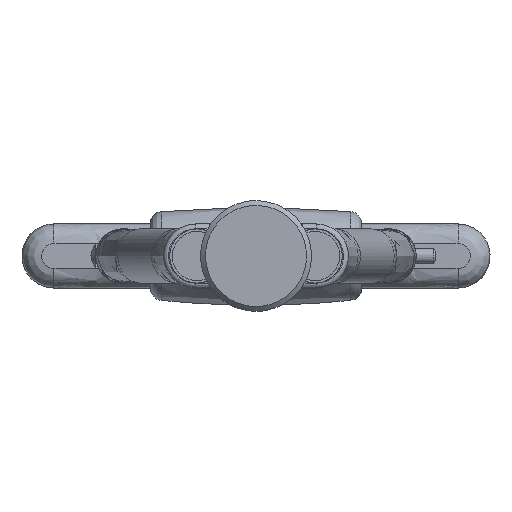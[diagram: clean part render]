
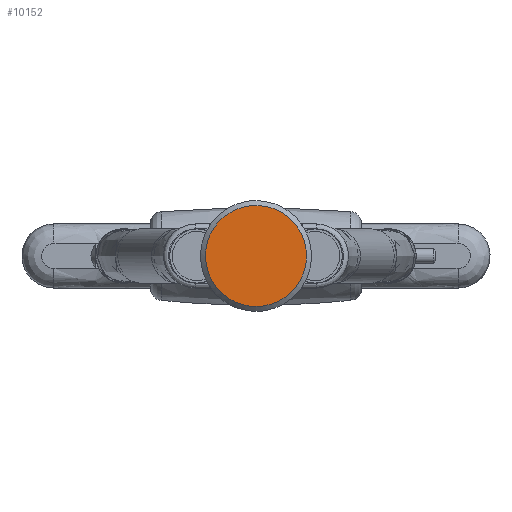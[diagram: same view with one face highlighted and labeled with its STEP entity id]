
A CAD part, front view. The second image highlights one B-rep face of the part: STEP entity #10152.
In plain terms, the highlighted free-form (B-spline) face has degree [1, 1] with [2, 2] control points.
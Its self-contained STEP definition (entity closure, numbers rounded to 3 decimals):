
#10152 = ADVANCED_FACE('',(#10153),#10167,.F.);
#10153 = FACE_BOUND('',#10154,.T.);
#10154 = EDGE_LOOP('',(#10155));
#10155 = ORIENTED_EDGE('',*,*,#10156,.F.);
#10156 = EDGE_CURVE('',#10157,#10157,#10159,.T.);
#10157 = VERTEX_POINT('',#10158);
#10158 = CARTESIAN_POINT('',(14.867,-937.408,
    -6.065));
#10159 = ( BOUNDED_CURVE() B_SPLINE_CURVE(2,(#10160,#10161,#10162,#10163
    ,#10164,#10165,#10166),.UNSPECIFIED.,.T.,.F.) 
B_SPLINE_CURVE_WITH_KNOTS((3,2,2,3),(3.142,5.236,
7.33,9.425),.PIECEWISE_BEZIER_KNOTS.) CURVE() 
GEOMETRIC_REPRESENTATION_ITEM() RATIONAL_B_SPLINE_CURVE((1.,0.5,1.,0.5,
1.,0.5,1.)) REPRESENTATION_ITEM('') );
#10160 = CARTESIAN_POINT('',(14.867,-937.408,
    -6.065));
#10161 = CARTESIAN_POINT('',(-30.208,-937.408,
    -6.065));
#10162 = CARTESIAN_POINT('',(-7.671,-937.408,
    32.971));
#10163 = CARTESIAN_POINT('',(14.867,-937.408,
    72.006));
#10164 = CARTESIAN_POINT('',(37.404,-937.408,
    32.971));
#10165 = CARTESIAN_POINT('',(59.942,-937.408,
    -6.065));
#10166 = CARTESIAN_POINT('',(14.867,-937.408,
    -6.065));
#10167 = B_SPLINE_SURFACE_WITH_KNOTS('',1,1,(
    (#10168,#10169)
    ,(#10170,#10171
  )),.UNSPECIFIED.,.F.,.F.,.F.,(2,2),(2,2),(-20.5,20.5),(2.,43.),
  .PIECEWISE_BEZIER_KNOTS.);
#10168 = CARTESIAN_POINT('',(-11.157,-937.408,
    -6.065));
#10169 = CARTESIAN_POINT('',(40.891,-937.408,
    -6.065));
#10170 = CARTESIAN_POINT('',(-11.157,-937.408,
    45.983));
#10171 = CARTESIAN_POINT('',(40.891,-937.408,
    45.983));
